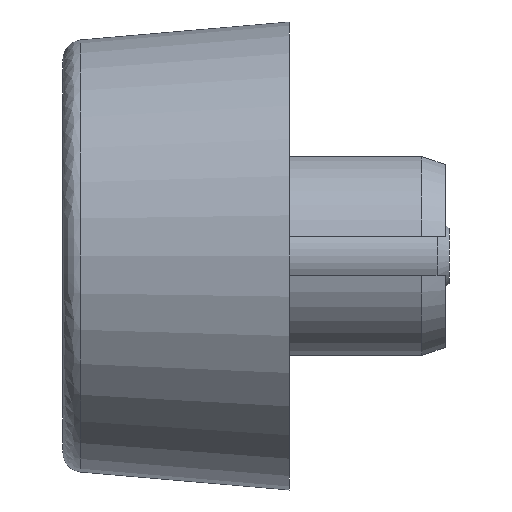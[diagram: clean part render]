
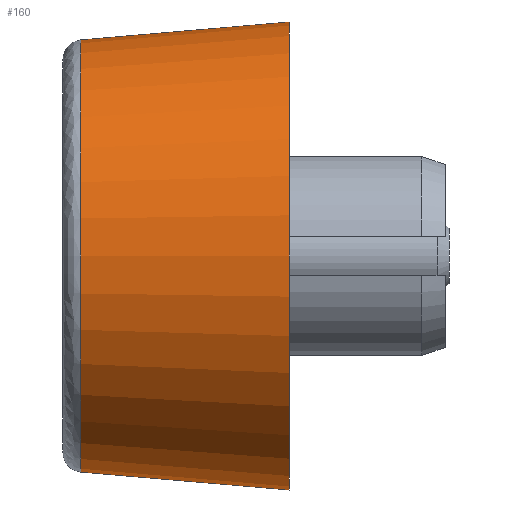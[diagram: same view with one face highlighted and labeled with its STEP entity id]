
A CAD part, left-side view. The second image highlights one B-rep face of the part: STEP entity #160.
In plain terms, the highlighted free-form (B-spline) face has degree [2, 1] with [5, 2] control points.
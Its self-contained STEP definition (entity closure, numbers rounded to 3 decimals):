
#160=ADVANCED_FACE('',(#663),#662,.T.);
#662=( BOUNDED_SURFACE() B_SPLINE_SURFACE( 2,1,((#1104,#1105),(#1106,#1107),(#1108,#1109),(#1110,#1111),(#1112,#1113)), .UNSPECIFIED.,.F.,.F.,.F.) B_SPLINE_SURFACE_WITH_KNOTS((3,2,3),(2,2),(0.,0.5,1.),(0.,1.), .UNSPECIFIED. ) GEOMETRIC_REPRESENTATION_ITEM() RATIONAL_B_SPLINE_SURFACE(((1.,1.),(0.707,0.707),(1.,1.),(0.707,0.707),(1.,1.))) REPRESENTATION_ITEM('') SURFACE() );
#663=FACE_OUTER_BOUND('',#1114,.T.);
#1104=CARTESIAN_POINT('',(0.,-0.457,5.539));
#1105=CARTESIAN_POINT('',(0.,-5.8,6.));
#1106=CARTESIAN_POINT('',(-5.539,-0.457,5.539));
#1107=CARTESIAN_POINT('',(-6.,-5.8,6.));
#1108=CARTESIAN_POINT('',(-5.539,-0.457,0.));
#1109=CARTESIAN_POINT('',(-6.,-5.8,0.));
#1110=CARTESIAN_POINT('',(-5.539,-0.457,-5.539));
#1111=CARTESIAN_POINT('',(-6.,-5.8,-6.));
#1112=CARTESIAN_POINT('',(0.,-0.457,-5.539));
#1113=CARTESIAN_POINT('',(0.,-5.8,-6.));
#1114=EDGE_LOOP('',(#1508,#1509,#1510,#1511));
#1508=ORIENTED_EDGE('',*,*,#1643,.T.);
#1509=ORIENTED_EDGE('',*,*,#1754,.F.);
#1510=ORIENTED_EDGE('',*,*,#1755,.F.);
#1511=ORIENTED_EDGE('',*,*,#1756,.T.);
#1643=EDGE_CURVE('',#1981,#1982,#1983,.T.);
#1754=EDGE_CURVE('',#2717,#1982,#2718,.T.);
#1755=EDGE_CURVE('',#2724,#2717,#2725,.T.);
#1756=EDGE_CURVE('',#2724,#1981,#2731,.T.);
#1981=VERTEX_POINT('',#3018);
#1982=VERTEX_POINT('',#3019);
#1983=CIRCLE('',#3023,6.);
#2717=VERTEX_POINT('',#3516);
#2718=(BOUNDED_CURVE() B_SPLINE_CURVE(1,(#3517,#3518),.UNSPECIFIED.,.F.,.F.) B_SPLINE_CURVE_WITH_KNOTS((2,2),(0.,1.),.UNSPECIFIED.) CURVE() GEOMETRIC_REPRESENTATION_ITEM() RATIONAL_B_SPLINE_CURVE((1.,1.)) REPRESENTATION_ITEM('') );
#2724=VERTEX_POINT('',#3519);
#2725=CIRCLE('',#3523,5.539);
#2731=(BOUNDED_CURVE() B_SPLINE_CURVE(1,(#3524,#3525),.UNSPECIFIED.,.F.,.F.) B_SPLINE_CURVE_WITH_KNOTS((2,2),(0.,1.),.UNSPECIFIED.) CURVE() GEOMETRIC_REPRESENTATION_ITEM() RATIONAL_B_SPLINE_CURVE((0.75,0.75)) REPRESENTATION_ITEM('') );
#3018=CARTESIAN_POINT('',(0.,-5.8,-6.));
#3019=CARTESIAN_POINT('',(0.,-5.8,6.));
#3020=CARTESIAN_POINT('',(0.,-5.8,0.));
#3021=DIRECTION('',(0.,1.,0.));
#3022=DIRECTION('',(0.,0.,1.));
#3023=AXIS2_PLACEMENT_3D('',#3020,#3021,#3022);
#3516=CARTESIAN_POINT('',(0.,-0.457,5.539));
#3517=CARTESIAN_POINT('',(0.,-0.457,5.539));
#3518=CARTESIAN_POINT('',(0.,-5.8,6.));
#3519=CARTESIAN_POINT('',(0.,-0.457,-5.539));
#3520=CARTESIAN_POINT('',(0.,-0.457,0.));
#3521=DIRECTION('',(0.,1.,0.));
#3522=DIRECTION('',(0.,0.,1.));
#3523=AXIS2_PLACEMENT_3D('',#3520,#3521,#3522);
#3524=CARTESIAN_POINT('',(0.,-0.457,-5.539));
#3525=CARTESIAN_POINT('',(0.,-5.8,-6.));
